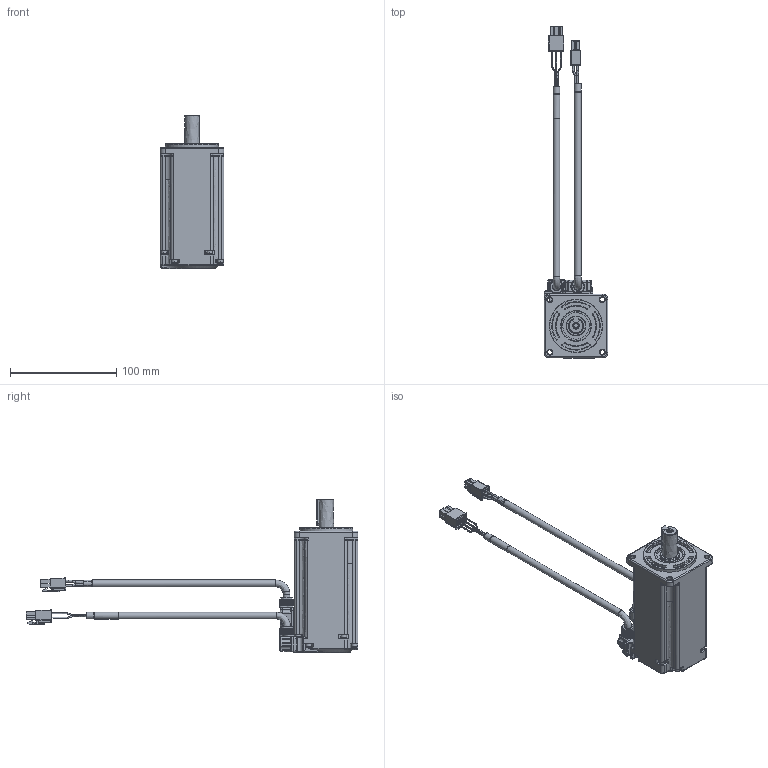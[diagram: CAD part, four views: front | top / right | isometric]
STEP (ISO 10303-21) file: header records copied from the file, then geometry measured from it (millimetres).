
FILE_DESCRIPTION( ('This file contains a STEP AP42 implementation' ,'as created by ZW3D STEP Interface translator.') ,'2;1' );
FILE_NAME( 'X6MH060A-N2LD.stp' ,'21 930.105039', (''), ('ZWCAD Software Co.'), 'Version 1.0', 'ZW3D to STEP translator', '' );
FILE_SCHEMA(('AUTOMOTIVE_DESIGN'));
Length unit declared in the file: millimetre
Products named in the file (1): 0
Bounding box: 60 x 312.45 x 144.6 mm (x, y, z)
Volume: 402151.5 mm3; surface area: 54251 mm2
Topology: 1 solids, 1 shells, 1979 faces, 5246 edges, 3349 vertices
Faces by surface type: bspline 1979
Entity records: 73609 total; most frequent: CARTESIAN_POINT 41724, ORIENTED_EDGE 10436, EDGE_CURVE 5218, B_SPLINE_CURVE_WITH_KNOTS 3587, VERTEX_POINT 3349, EDGE_LOOP 2113, FACE_OUTER_BOUND 1979, ADVANCED_FACE 1979
